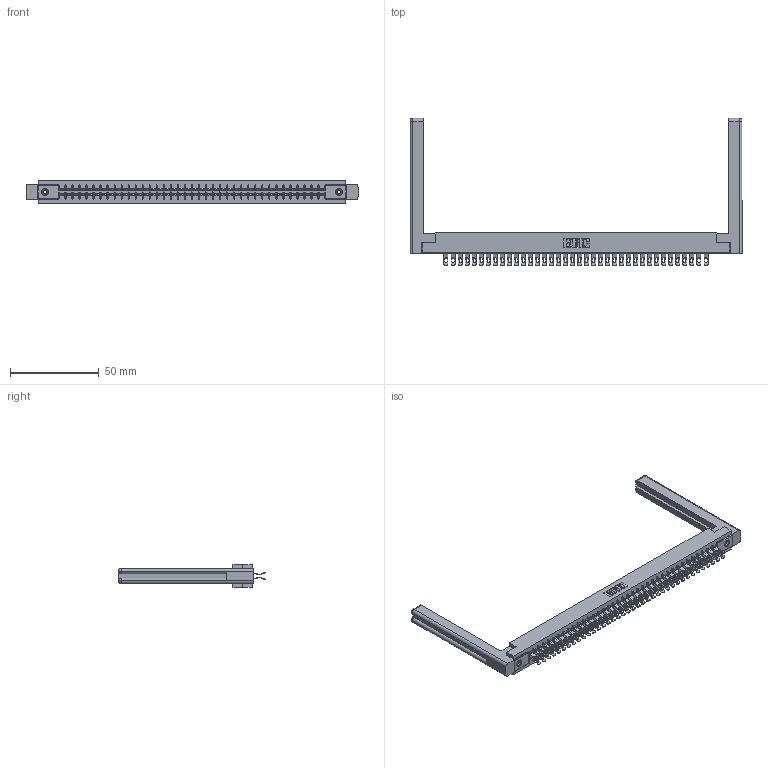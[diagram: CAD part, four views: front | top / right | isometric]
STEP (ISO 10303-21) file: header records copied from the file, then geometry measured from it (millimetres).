
FILE_DESCRIPTION (( 'STEP AP203' ), '1' );
FILE_NAME ('305-076-555-558.STEP', '2019-09-10T08:19:04', ( '' ), ( '' ), 'SwSTEP 2.0', 'SolidWorks 2016', '' );
FILE_SCHEMA (( 'CONFIG_CONTROL_DESIGN' ));
Length unit declared in the file: inch
Products named in the file (5): 305 Part_.156 Dia; 305-290-001_555; 307-220-058; 305-076-555-558; 345-250-001_345-250-001-102
Assembly tree (81 placements, depth 2):
  305-076-555-558
    305 Part_.156 Dia
    305-290-001_555  x76
    345-250-001_345-250-001-102  x2
    307-220-058  x2
Bounding box: 187.2 x 83.06 x 12.7 mm (x, y, z)
Volume: 26361.2 mm3; surface area: 31471 mm2
Topology: 81 solids, 81 shells, 5274 faces, 15680 edges, 10236 vertices
Faces by surface type: plane 2584, cylinder 2514, sphere 152, cone 12, torus 12
Entity records: 44888 total; most frequent: CARTESIAN_POINT 7461, ORIENTED_EDGE 7338, DIRECTION 7177, EDGE_CURVE 3669, LINE 2933, VECTOR 2933, VERTEX_POINT 2336, AXIS2_PLACEMENT_3D 2122
